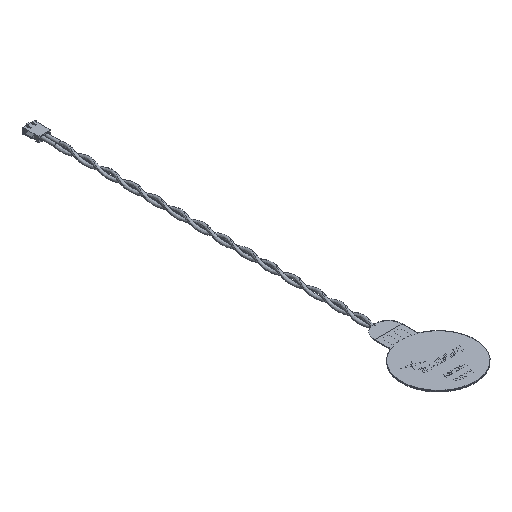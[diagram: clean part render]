
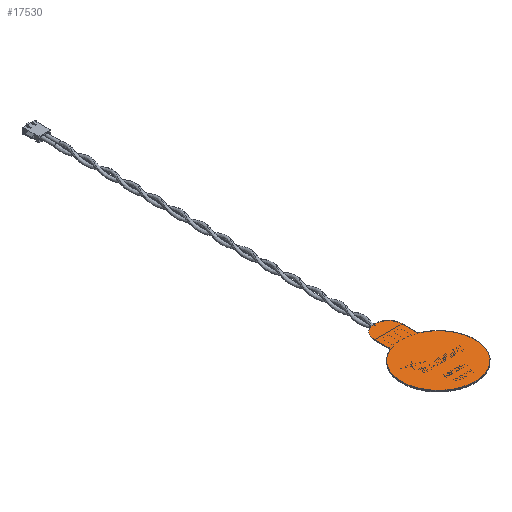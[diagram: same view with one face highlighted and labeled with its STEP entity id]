
A CAD part, isometric view. The second image highlights one B-rep face of the part: STEP entity #17530.
In plain terms, the highlighted planar face has unit normal (0, 0, 1).
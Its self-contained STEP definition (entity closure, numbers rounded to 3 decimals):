
#921 = CARTESIAN_POINT ( 'NONE',  ( 110.94, 49.941, 0.15 ) ) ;
#1817 = CIRCLE ( 'NONE', #21365, 0.5 ) ;
#1900 = ORIENTED_EDGE ( 'NONE', *, *, #7066, .F. ) ;
#1918 = CARTESIAN_POINT ( 'NONE',  ( 110.94, 49.941, 0.15 ) ) ;
#3031 = CARTESIAN_POINT ( 'NONE',  ( 110.94, 52.941, 0.15 ) ) ;
#3419 = DIRECTION ( 'NONE',  ( -1., 0., 0. ) ) ;
#4044 = DIRECTION ( 'NONE',  ( -1., 0., 0. ) ) ;
#4660 = ORIENTED_EDGE ( 'NONE', *, *, #34438, .F. ) ;
#5573 = VERTEX_POINT ( 'NONE', #10847 ) ;
#5769 = EDGE_LOOP ( 'NONE', ( #4660, #31785, #8513, #32450, #21117, #1900 ) ) ;
#5811 = EDGE_CURVE ( 'NONE', #14554, #16846, #10803, .T. ) ;
#7066 = EDGE_CURVE ( 'NONE', #18041, #5573, #40018, .T. ) ;
#8513 = ORIENTED_EDGE ( 'NONE', *, *, #5811, .T. ) ;
#9388 = DIRECTION ( 'NONE',  ( 0., 0., 1. ) ) ;
#10017 = CARTESIAN_POINT ( 'NONE',  ( 107.769, 55.941, 0.15 ) ) ;
#10755 = VERTEX_POINT ( 'NONE', #38975 ) ;
#10803 = CIRCLE ( 'NONE', #23201, 3. ) ;
#10847 = CARTESIAN_POINT ( 'NONE',  ( 107.314, 56.235, 0.15 ) ) ;
#10935 = DIRECTION ( 'NONE',  ( -1., 0., 0. ) ) ;
#12813 = VECTOR ( 'NONE', #35089, 1000. ) ;
#12979 = EDGE_CURVE ( 'NONE', #18310, #16846, #22643, .T. ) ;
#13882 = CARTESIAN_POINT ( 'NONE',  ( 107.769, 49.441, 0.15 ) ) ;
#14266 = CIRCLE ( 'NONE', #25337, 0.5 ) ;
#14554 = VERTEX_POINT ( 'NONE', #921 ) ;
#14574 = DIRECTION ( 'NONE',  ( 0., 0., -1. ) ) ;
#16639 = CARTESIAN_POINT ( 'NONE',  ( 107.314, 49.647, 0.15 ) ) ;
#16846 = VERTEX_POINT ( 'NONE', #16877 ) ;
#16877 = CARTESIAN_POINT ( 'NONE',  ( 110.94, 55.941, 0.15 ) ) ;
#16972 = DIRECTION ( 'NONE',  ( 0., 0., -1. ) ) ;
#17086 = LINE ( 'NONE', #1918, #20328 ) ;
#17530 = ADVANCED_FACE ( 'NONE', ( #31859 ), #31045, .F. ) ;
#18041 = VERTEX_POINT ( 'NONE', #16639 ) ;
#18270 = CARTESIAN_POINT ( 'NONE',  ( 100.023, 52.941, 0.15 ) ) ;
#18310 = VERTEX_POINT ( 'NONE', #10017 ) ;
#19121 = EDGE_CURVE ( 'NONE', #5573, #18310, #14266, .T. ) ;
#20328 = VECTOR ( 'NONE', #10935, 1000. ) ;
#21117 = ORIENTED_EDGE ( 'NONE', *, *, #19121, .F. ) ;
#21365 = AXIS2_PLACEMENT_3D ( 'NONE', #26314, #27128, #33050 ) ;
#21374 = CARTESIAN_POINT ( 'NONE',  ( 107.769, 56.441, 0.15 ) ) ;
#22428 = CARTESIAN_POINT ( 'NONE',  ( 107.769, 55.941, 0.15 ) ) ;
#22643 = LINE ( 'NONE', #22428, #12813 ) ;
#23201 = AXIS2_PLACEMENT_3D ( 'NONE', #3031, #9388, #3419 ) ;
#25337 = AXIS2_PLACEMENT_3D ( 'NONE', #21374, #32995, #33795 ) ;
#26314 = CARTESIAN_POINT ( 'NONE',  ( 107.769, 49.441, 0.15 ) ) ;
#27128 = DIRECTION ( 'NONE',  ( 0., 0., 1. ) ) ;
#27428 = DIRECTION ( 'NONE',  ( -1., 0., 0. ) ) ;
#31045 = PLANE ( 'NONE',  #36247 ) ;
#31785 = ORIENTED_EDGE ( 'NONE', *, *, #38387, .F. ) ;
#31859 = FACE_OUTER_BOUND ( 'NONE', #5769, .T. ) ;
#32450 = ORIENTED_EDGE ( 'NONE', *, *, #12979, .F. ) ;
#32995 = DIRECTION ( 'NONE',  ( 0., 0., 1. ) ) ;
#33050 = DIRECTION ( 'NONE',  ( -1., 0., 0. ) ) ;
#33526 = AXIS2_PLACEMENT_3D ( 'NONE', #18270, #14574, #27428 ) ;
#33795 = DIRECTION ( 'NONE',  ( -1., 0., 0. ) ) ;
#34438 = EDGE_CURVE ( 'NONE', #10755, #18041, #1817, .T. ) ;
#35089 = DIRECTION ( 'NONE',  ( 1., 0., 0. ) ) ;
#36247 = AXIS2_PLACEMENT_3D ( 'NONE', #13882, #16972, #4044 ) ;
#38387 = EDGE_CURVE ( 'NONE', #14554, #10755, #17086, .T. ) ;
#38975 = CARTESIAN_POINT ( 'NONE',  ( 107.769, 49.941, 0.15 ) ) ;
#40018 = CIRCLE ( 'NONE', #33526, 8. ) ;
